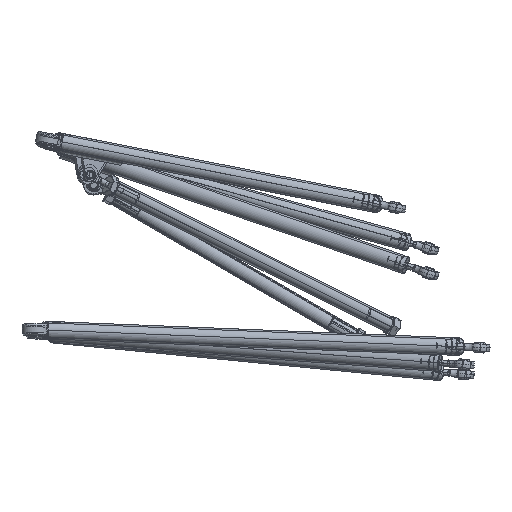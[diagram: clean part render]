
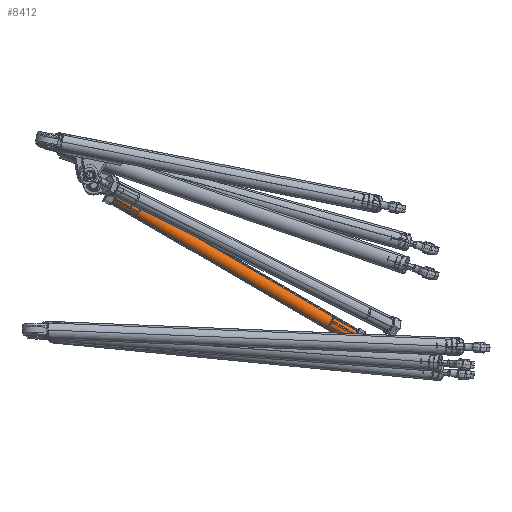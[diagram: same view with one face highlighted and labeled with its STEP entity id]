
A CAD part, front view. The second image highlights one B-rep face of the part: STEP entity #8412.
In plain terms, the highlighted cylindrical face has radius 7.112 mm (diameter 14.224 mm), a partial arc.
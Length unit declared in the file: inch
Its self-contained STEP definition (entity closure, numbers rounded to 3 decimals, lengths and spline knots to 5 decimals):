
#106 = CARTESIAN_POINT ( 'NONE',  ( -0.30127, 20.94753, 10.86575 ) ) ;
#1172 = CYLINDRICAL_SURFACE ( 'NONE', #3141, 0.28 ) ;
#1481 = EDGE_CURVE ( 'NONE', #7430, #6181, #7974, .T. ) ;
#1552 = CARTESIAN_POINT ( 'NONE',  ( -0.27997, 20.40381, 10.22582 ) ) ;
#1772 = ORIENTED_EDGE ( 'NONE', *, *, #12823, .F. ) ;
#1842 = CARTESIAN_POINT ( 'NONE',  ( -0.01337, 11.83571, 5.24519 ) ) ;
#1876 = CIRCLE ( 'NONE', #3421, 0.28 ) ;
#3036 = CIRCLE ( 'NONE', #5429, 0.28 ) ;
#3141 = AXIS2_PLACEMENT_3D ( 'NONE', #11419, #8395, #3219 ) ;
#3154 = ORIENTED_EDGE ( 'NONE', *, *, #7049, .T. ) ;
#3219 = DIRECTION ( 'NONE',  ( 0., 0.503, -0.865 ) ) ;
#3421 = AXIS2_PLACEMENT_3D ( 'NONE', #1552, #5700, #9850 ) ;
#3646 = CARTESIAN_POINT ( 'NONE',  ( -0.27997, 20.54452, 9.98375 ) ) ;
#3697 = CARTESIAN_POINT ( 'NONE',  ( -0.30127, 21.22896, 10.38161 ) ) ;
#3822 = EDGE_CURVE ( 'NONE', #6181, #9368, #3036, .T. ) ;
#5057 = FACE_OUTER_BOUND ( 'NONE', #8365, .T. ) ;
#5429 = AXIS2_PLACEMENT_3D ( 'NONE', #1842, #9343, #7299 ) ;
#5687 = ORIENTED_EDGE ( 'NONE', *, *, #3822, .F. ) ;
#5700 = DIRECTION ( 'NONE',  ( -0.027, 0.864, 0.502 ) ) ;
#6144 = CARTESIAN_POINT ( 'NONE',  ( -0.01337, 11.695, 5.48726 ) ) ;
#6181 = VERTEX_POINT ( 'NONE', #11341 ) ;
#7049 = EDGE_CURVE ( 'NONE', #8174, #9368, #12271, .T. ) ;
#7299 = DIRECTION ( 'NONE',  ( 0., 0.503, -0.865 ) ) ;
#7430 = VERTEX_POINT ( 'NONE', #3646 ) ;
#7862 = ORIENTED_EDGE ( 'NONE', *, *, #1481, .F. ) ;
#7974 = LINE ( 'NONE', #3697, #10382 ) ;
#8174 = VERTEX_POINT ( 'NONE', #9318 ) ;
#8365 = EDGE_LOOP ( 'NONE', ( #1772, #3154, #5687, #7862 ) ) ;
#8395 = DIRECTION ( 'NONE',  ( 0.027, -0.864, -0.502 ) ) ;
#8412 = ADVANCED_FACE ( 'NONE', ( #5057 ), #1172, .T. ) ;
#9318 = CARTESIAN_POINT ( 'NONE',  ( -0.27997, 20.26309, 10.46789 ) ) ;
#9343 = DIRECTION ( 'NONE',  ( 0.027, -0.864, -0.502 ) ) ;
#9368 = VERTEX_POINT ( 'NONE', #6144 ) ;
#9850 = DIRECTION ( 'NONE',  ( 0., 0.503, -0.865 ) ) ;
#10382 = VECTOR ( 'NONE', #11957, 39.37008 ) ;
#11341 = CARTESIAN_POINT ( 'NONE',  ( -0.01337, 11.97643, 5.00312 ) ) ;
#11371 = DIRECTION ( 'NONE',  ( 0.027, -0.864, -0.502 ) ) ;
#11419 = CARTESIAN_POINT ( 'NONE',  ( -0.30127, 21.08824, 10.62368 ) ) ;
#11957 = DIRECTION ( 'NONE',  ( 0.027, -0.864, -0.502 ) ) ;
#12271 = LINE ( 'NONE', #106, #12665 ) ;
#12665 = VECTOR ( 'NONE', #11371, 39.37008 ) ;
#12823 = EDGE_CURVE ( 'NONE', #8174, #7430, #1876, .T. ) ;
